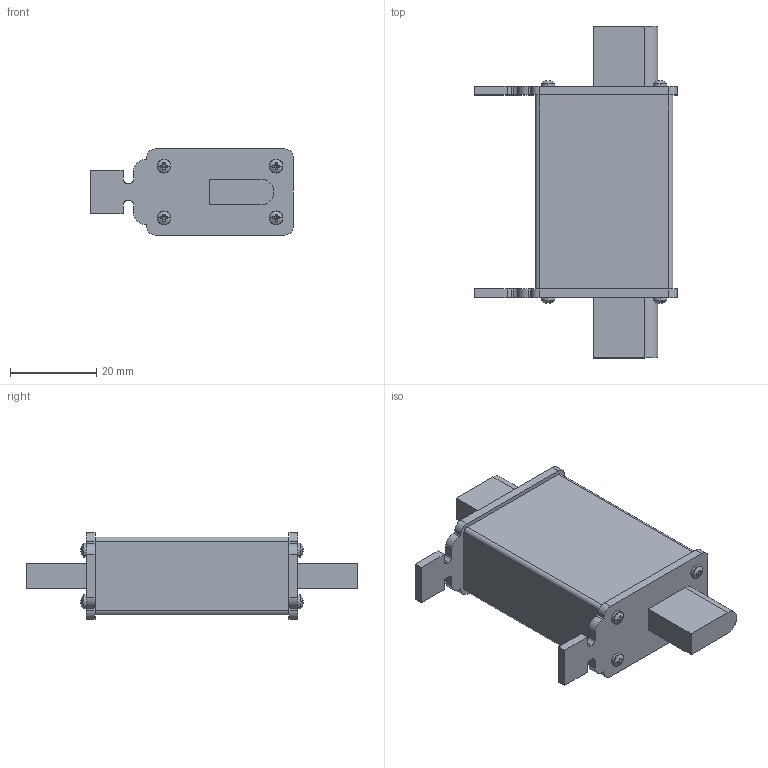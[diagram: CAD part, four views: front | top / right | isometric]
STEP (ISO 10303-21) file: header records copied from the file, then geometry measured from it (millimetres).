
FILE_DESCRIPTION (( 'STEP AP203' ), '1' );
FILE_NAME ('Ïðåäîõðàíèòåëè ïëàâêèå ÏÏÍ-33 (00Ñ) EKF PROxima.STEP', '2016-11-02T19:55:04', ( '' ), ( '' ), 'SwSTEP 2.0', 'SolidWorks 2014', '' );
FILE_SCHEMA (( 'CONFIG_CONTROL_DESIGN' ));
Length unit declared in the file: millimetre
Products named in the file (3): Ïðåäîõðàíèòåëè ïëàâêèå ÏÏÍ-33 (00Ñ) EKF PROxima; pan head cross recess screw_din_ISO 7045 - M1.6 x 3 - Z --- 3S
Assembly tree (9 placements, depth 2):
  Ïðåäîõðàíèòåëè ïëàâêèå ÏÏÍ-33 (00Ñ) EKF PROxima
    Ïðåäîõðàíèòåëè ïëàâêèå ÏÏÍ-33 (00Ñ) EKF PROxima
    pan head cross recess screw_din_ISO 7045 - M1.6 x 3 - Z --- 3S  x8
Bounding box: 47 x 77 x 20 mm (x, y, z)
Volume: 30996.9 mm3; surface area: 9730.3 mm2
Topology: 9 solids, 9 shells, 780 faces, 1994 edges, 1228 vertices
Faces by surface type: cone 328, plane 224, cylinder 180, torus 32, sphere 16
Entity records: 5889 total; most frequent: DIRECTION 1007, CARTESIAN_POINT 964, ORIENTED_EDGE 904, EDGE_CURVE 452, AXIS2_PLACEMENT_3D 385, VERTEX_POINT 290, VECTOR 237, LINE 237
